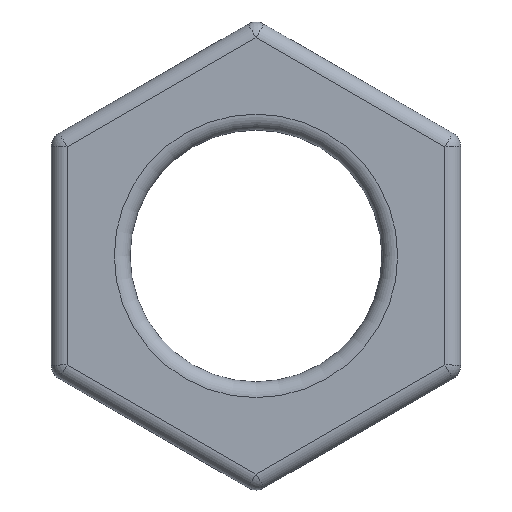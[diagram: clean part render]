
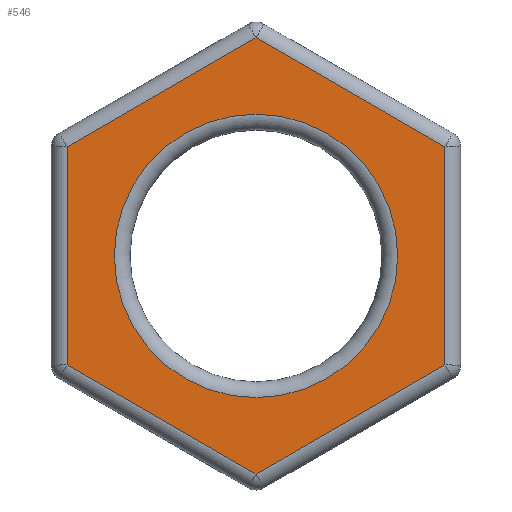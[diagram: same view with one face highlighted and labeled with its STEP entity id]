
A CAD part, top view. The second image highlights one B-rep face of the part: STEP entity #546.
In plain terms, the highlighted planar face has unit normal (0, 0, 1).
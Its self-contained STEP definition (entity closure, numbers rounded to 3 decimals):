
#46=FACE_BOUND('',#173,.T.);
#48=LINE('',#906,#85);
#49=LINE('',#908,#86);
#50=LINE('',#910,#87);
#51=LINE('',#912,#88);
#52=LINE('',#914,#89);
#53=LINE('',#915,#90);
#85=VECTOR('',#699,10.);
#86=VECTOR('',#700,10.);
#87=VECTOR('',#701,10.);
#88=VECTOR('',#702,10.);
#89=VECTOR('',#703,10.);
#90=VECTOR('',#704,10.);
#122=PLANE('',#605);
#131=FACE_OUTER_BOUND('',#172,.T.);
#172=EDGE_LOOP('',(#386,#387,#388,#389,#390,#391));
#173=EDGE_LOOP('',(#392));
#214=CIRCLE('',#601,4.5);
#258=VERTEX_POINT('',#896);
#261=VERTEX_POINT('',#904);
#262=VERTEX_POINT('',#905);
#263=VERTEX_POINT('',#907);
#264=VERTEX_POINT('',#909);
#265=VERTEX_POINT('',#911);
#266=VERTEX_POINT('',#913);
#300=EDGE_CURVE('',#258,#258,#214,.T.);
#304=EDGE_CURVE('',#261,#262,#48,.T.);
#305=EDGE_CURVE('',#263,#261,#49,.T.);
#306=EDGE_CURVE('',#264,#263,#50,.T.);
#307=EDGE_CURVE('',#265,#264,#51,.T.);
#308=EDGE_CURVE('',#266,#265,#52,.T.);
#309=EDGE_CURVE('',#262,#266,#53,.T.);
#386=ORIENTED_EDGE('',*,*,#304,.F.);
#387=ORIENTED_EDGE('',*,*,#305,.F.);
#388=ORIENTED_EDGE('',*,*,#306,.F.);
#389=ORIENTED_EDGE('',*,*,#307,.F.);
#390=ORIENTED_EDGE('',*,*,#308,.F.);
#391=ORIENTED_EDGE('',*,*,#309,.F.);
#392=ORIENTED_EDGE('',*,*,#300,.F.);
#546=ADVANCED_FACE('',(#131,#46),#122,.T.);
#601=AXIS2_PLACEMENT_3D('',#897,#689,#690);
#605=AXIS2_PLACEMENT_3D('',#903,#697,#698);
#689=DIRECTION('center_axis',(0.,0.,1.));
#690=DIRECTION('ref_axis',(1.,0.,0.));
#697=DIRECTION('center_axis',(0.,0.,1.));
#698=DIRECTION('ref_axis',(1.,0.,0.));
#699=DIRECTION('',(-0.866,0.5,0.));
#700=DIRECTION('',(-0.866,-0.5,0.));
#701=DIRECTION('',(0.,-1.,0.));
#702=DIRECTION('',(0.866,-0.5,0.));
#703=DIRECTION('',(0.866,0.5,0.));
#704=DIRECTION('',(0.,1.,0.));
#896=CARTESIAN_POINT('',(4.5,0.,3.5));
#897=CARTESIAN_POINT('Origin',(0.,0.,3.5));
#903=CARTESIAN_POINT('Origin',(0.,0.,3.5));
#904=CARTESIAN_POINT('',(0.,-6.928,3.5));
#905=CARTESIAN_POINT('',(-6.,-3.464,3.5));
#906=CARTESIAN_POINT('',(-4.625,-4.258,3.5));
#907=CARTESIAN_POINT('',(6.,-3.464,3.5));
#908=CARTESIAN_POINT('',(1.375,-6.134,3.5));
#909=CARTESIAN_POINT('',(6.,3.464,3.5));
#910=CARTESIAN_POINT('',(6.,-1.876,3.5));
#911=CARTESIAN_POINT('',(0.,6.928,3.5));
#912=CARTESIAN_POINT('',(4.625,4.258,3.5));
#913=CARTESIAN_POINT('',(-6.,3.464,3.5));
#914=CARTESIAN_POINT('',(-1.375,6.134,3.5));
#915=CARTESIAN_POINT('',(-6.,1.876,3.5));
